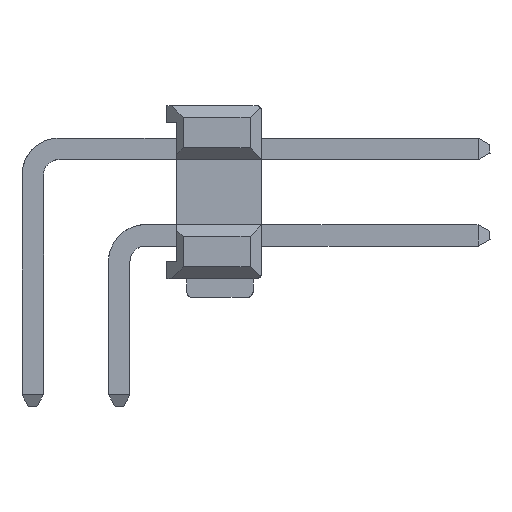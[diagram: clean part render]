
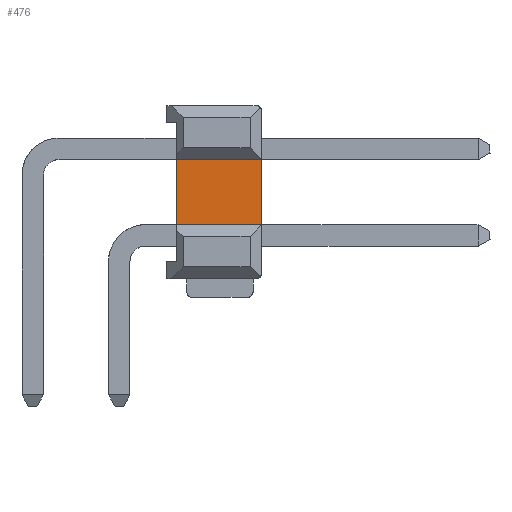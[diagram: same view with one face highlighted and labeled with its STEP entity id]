
A CAD part, left-side view. The second image highlights one B-rep face of the part: STEP entity #476.
In plain terms, the highlighted planar face has unit normal (-1, 0, 0).
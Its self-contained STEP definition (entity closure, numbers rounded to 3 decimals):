
#476=ADVANCED_FACE('',(#1196),#23593,.T.);
#1196=FACE_OUTER_BOUND('',#1919,.T.);
#1919=EDGE_LOOP('',(#2847,#2848,#2849,#2850));
#2847=ORIENTED_EDGE('',*,*,#15761,.T.);
#2848=ORIENTED_EDGE('',*,*,#15751,.F.);
#2849=ORIENTED_EDGE('',*,*,#15758,.F.);
#2850=ORIENTED_EDGE('',*,*,#15754,.F.);
#6233=(
BOUNDED_CURVE()
B_SPLINE_CURVE(1,(#26392,#26393,#26394,#26395),.UNSPECIFIED.,.F.,.F.)
B_SPLINE_CURVE_WITH_KNOTS((2,1,1,2),(-12.607,-11.825,
-11.479,-10.697),.UNSPECIFIED.)
CURVE()
GEOMETRIC_REPRESENTATION_ITEM()
RATIONAL_B_SPLINE_CURVE((1.,1.,1.,1.))
REPRESENTATION_ITEM('')
);
#6236=(
BOUNDED_CURVE()
B_SPLINE_CURVE(1,(#26410,#26411,#26412,#26413),.UNSPECIFIED.,.F.,.F.)
B_SPLINE_CURVE_WITH_KNOTS((2,1,1,2),(-12.607,-11.825,
-11.479,-10.697),.UNSPECIFIED.)
CURVE()
GEOMETRIC_REPRESENTATION_ITEM()
RATIONAL_B_SPLINE_CURVE((1.,1.,1.,1.))
REPRESENTATION_ITEM('')
);
#6854=PCURVE('',#23587,#10436);
#6866=PCURVE('',#23589,#10448);
#6875=PCURVE('',#23591,#10457);
#6897=PCURVE('',#23593,#10479);
#6898=PCURVE('',#23593,#10480);
#6899=PCURVE('',#23593,#10481);
#6900=PCURVE('',#23593,#10482);
#6903=PCURVE('',#23594,#10485);
#10436=DEFINITIONAL_REPRESENTATION('',(#17696),#41959);
#10448=DEFINITIONAL_REPRESENTATION('',(#17711),#41959);
#10457=DEFINITIONAL_REPRESENTATION('',(#17724),#41959);
#10479=DEFINITIONAL_REPRESENTATION('',(#17748),#41959);
#10480=DEFINITIONAL_REPRESENTATION('',(#17749),#41959);
#10481=DEFINITIONAL_REPRESENTATION('',(#17750),#41959);
#10482=DEFINITIONAL_REPRESENTATION('',(#17751),#41959);
#10485=DEFINITIONAL_REPRESENTATION('',(#6236),#41959);
#13960=SURFACE_CURVE('',#17695,(#6854,#6898),.PCURVE_S1.);
#13963=SURFACE_CURVE('',#17710,(#6866,#6900),.PCURVE_S1.);
#13967=SURFACE_CURVE('',#17723,(#6875,#6899),.PCURVE_S1.);
#13970=SURFACE_CURVE('',#6233,(#6897,#6903),.PCURVE_S1.);
#15751=EDGE_CURVE('',#22423,#22417,#13960,.T.);
#15754=EDGE_CURVE('',#22421,#22425,#13963,.T.);
#15758=EDGE_CURVE('',#22425,#22423,#13967,.T.);
#15761=EDGE_CURVE('',#22421,#22417,#13970,.T.);
#17695=B_SPLINE_CURVE_WITH_KNOTS('',1,(#26264,#26265),.UNSPECIFIED.,.F.,
 .F.,(2,2),(-4.97,-2.47),.UNSPECIFIED.);
#17696=B_SPLINE_CURVE_WITH_KNOTS('',1,(#26266,#26267),.UNSPECIFIED.,.F.,
 .F.,(2,2),(-4.97,-2.47),.UNSPECIFIED.);
#17710=B_SPLINE_CURVE_WITH_KNOTS('',1,(#26306,#26307),.UNSPECIFIED.,.F.,
 .F.,(2,2),(-9.38,-6.88),.UNSPECIFIED.);
#17711=B_SPLINE_CURVE_WITH_KNOTS('',1,(#26308,#26309),.UNSPECIFIED.,.F.,
 .F.,(2,2),(-9.38,-6.88),.UNSPECIFIED.);
#17723=B_SPLINE_CURVE_WITH_KNOTS('',1,(#26337,#26338),.UNSPECIFIED.,.F.,
 .F.,(2,2),(-6.88,-4.97),.UNSPECIFIED.);
#17724=B_SPLINE_CURVE_WITH_KNOTS('',1,(#26339,#26340),.UNSPECIFIED.,.F.,
 .F.,(2,2),(-6.88,-4.97),.UNSPECIFIED.);
#17748=B_SPLINE_CURVE_WITH_KNOTS('',1,(#26396,#26397,#26398,#26399),
 .UNSPECIFIED.,.F.,.F.,(2,1,1,2),(-12.607,-11.825,-11.479,
-10.697),.UNSPECIFIED.);
#17749=B_SPLINE_CURVE_WITH_KNOTS('',1,(#26400,#26401),.UNSPECIFIED.,.F.,
 .F.,(2,2),(-4.97,-2.47),.UNSPECIFIED.);
#17750=B_SPLINE_CURVE_WITH_KNOTS('',1,(#26402,#26403),.UNSPECIFIED.,.F.,
 .F.,(2,2),(-6.88,-4.97),.UNSPECIFIED.);
#17751=B_SPLINE_CURVE_WITH_KNOTS('',1,(#26404,#26405),.UNSPECIFIED.,.F.,
 .F.,(2,2),(-9.38,-6.88),.UNSPECIFIED.);
#22417=VERTEX_POINT('',#25528);
#22421=VERTEX_POINT('',#25532);
#22423=VERTEX_POINT('',#25534);
#22425=VERTEX_POINT('',#25536);
#23587=PLANE('',#24210);
#23589=PLANE('',#24212);
#23591=PLANE('',#24214);
#23593=PLANE('',#24216);
#23594=PLANE('',#24217);
#24210=AXIS2_PLACEMENT_3D('',#25437,#24817,$);
#24212=AXIS2_PLACEMENT_3D('',#25439,#24819,$);
#24214=AXIS2_PLACEMENT_3D('',#25441,#24821,$);
#24216=AXIS2_PLACEMENT_3D('',#25443,#24823,$);
#24217=AXIS2_PLACEMENT_3D('',#25444,#24824,$);
#24817=DIRECTION('',(-0.707,0.,-0.707));
#24819=DIRECTION('',(-0.707,0.,0.707));
#24821=DIRECTION('',(0.,1.,0.));
#24823=DIRECTION('',(-1.,0.,0.));
#24824=DIRECTION('',(0.,-1.,0.));
#25437=CARTESIAN_POINT('',(-0.925,2.163,4.045));
#25439=CARTESIAN_POINT('',(-0.925,2.163,2.135));
#25441=CARTESIAN_POINT('',(-1.08,-1.687,1.05));
#25443=CARTESIAN_POINT('',(-0.925,-1.662,4.064));
#25444=CARTESIAN_POINT('',(0.943,-4.187,5.505));
#25528=CARTESIAN_POINT('',(-0.925,-4.187,4.045));
#25532=CARTESIAN_POINT('',(-0.925,-4.187,2.135));
#25534=CARTESIAN_POINT('',(-0.925,-1.687,4.045));
#25536=CARTESIAN_POINT('',(-0.925,-1.687,2.135));
#26264=CARTESIAN_POINT('',(-0.925,-1.687,4.045));
#26265=CARTESIAN_POINT('',(-0.925,-4.187,4.045));
#26266=CARTESIAN_POINT('',(3.85,0.));
#26267=CARTESIAN_POINT('',(6.35,0.));
#26306=CARTESIAN_POINT('',(-0.925,-4.187,2.135));
#26307=CARTESIAN_POINT('',(-0.925,-1.687,2.135));
#26308=CARTESIAN_POINT('',(0.,6.35));
#26309=CARTESIAN_POINT('',(0.,3.85));
#26337=CARTESIAN_POINT('',(-0.925,-1.687,2.135));
#26338=CARTESIAN_POINT('',(-0.925,-1.687,4.045));
#26339=CARTESIAN_POINT('',(1.085,0.155));
#26340=CARTESIAN_POINT('',(2.995,0.155));
#26392=CARTESIAN_POINT('',(-0.925,-4.187,2.135));
#26393=CARTESIAN_POINT('',(-0.925,-4.187,2.917));
#26394=CARTESIAN_POINT('',(-0.925,-4.187,3.263));
#26395=CARTESIAN_POINT('',(-0.925,-4.187,4.045));
#26396=CARTESIAN_POINT('',(0.,0.));
#26397=CARTESIAN_POINT('',(-0.782,0.));
#26398=CARTESIAN_POINT('',(-1.128,0.));
#26399=CARTESIAN_POINT('',(-1.91,0.));
#26400=CARTESIAN_POINT('',(-1.91,-2.5));
#26401=CARTESIAN_POINT('',(-1.91,0.));
#26402=CARTESIAN_POINT('',(0.,-2.5));
#26403=CARTESIAN_POINT('',(-1.91,-2.5));
#26404=CARTESIAN_POINT('',(0.,0.));
#26405=CARTESIAN_POINT('',(0.,-2.5));
#26410=CARTESIAN_POINT('',(1.849,3.322));
#26411=CARTESIAN_POINT('',(1.849,2.54));
#26412=CARTESIAN_POINT('',(1.849,2.195));
#26413=CARTESIAN_POINT('',(1.849,1.412));
#41959=(
GEOMETRIC_REPRESENTATION_CONTEXT(2)
PARAMETRIC_REPRESENTATION_CONTEXT()
REPRESENTATION_CONTEXT('pspace','')
);
